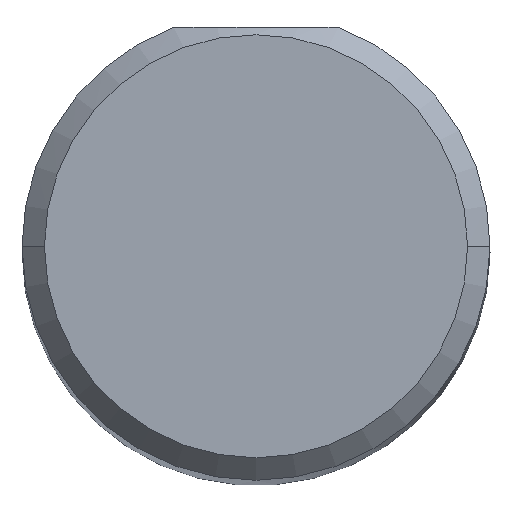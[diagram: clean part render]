
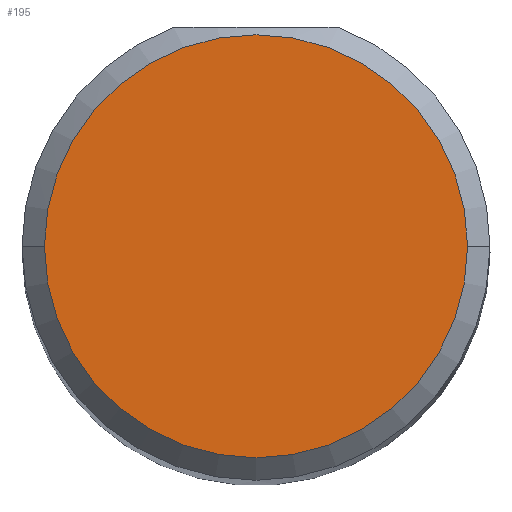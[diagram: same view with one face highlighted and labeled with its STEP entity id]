
A CAD part, top view. The second image highlights one B-rep face of the part: STEP entity #195.
In plain terms, the highlighted planar face has unit normal (0, 0, 1).
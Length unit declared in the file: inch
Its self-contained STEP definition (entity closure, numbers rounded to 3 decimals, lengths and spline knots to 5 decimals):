
#40 = AXIS2_PLACEMENT_3D ( 'NONE', #176, #231, #308 ) ;
#63 = CARTESIAN_POINT ( 'NONE',  ( 0.14125, 0., 2.5 ) ) ;
#64 = FACE_OUTER_BOUND ( 'NONE', #200, .T. ) ;
#70 = EDGE_CURVE ( 'NONE', #388, #517, #487, .T. ) ;
#176 = CARTESIAN_POINT ( 'NONE',  ( 0., 0., 2.5 ) ) ;
#189 = DIRECTION ( 'NONE',  ( 1., 0., 0. ) ) ;
#195 = ADVANCED_FACE ( 'NONE', ( #64 ), #514, .T. ) ;
#200 = EDGE_LOOP ( 'NONE', ( #555, #251 ) ) ;
#231 = DIRECTION ( 'NONE',  ( 0., 0., 1. ) ) ;
#236 = DIRECTION ( 'NONE',  ( 0., 0., 1. ) ) ;
#251 = ORIENTED_EDGE ( 'NONE', *, *, #320, .T. ) ;
#297 = DIRECTION ( 'NONE',  ( 1., 0., 0. ) ) ;
#308 = DIRECTION ( 'NONE',  ( 1., 0., 0. ) ) ;
#320 = EDGE_CURVE ( 'NONE', #517, #388, #330, .T. ) ;
#324 = CARTESIAN_POINT ( 'NONE',  ( 0., 0., 2.5 ) ) ;
#330 = CIRCLE ( 'NONE', #498, 0.14125 ) ;
#388 = VERTEX_POINT ( 'NONE', #490 ) ;
#477 = AXIS2_PLACEMENT_3D ( 'NONE', #324, #236, #189 ) ;
#487 = CIRCLE ( 'NONE', #40, 0.14125 ) ;
#490 = CARTESIAN_POINT ( 'NONE',  ( -0.14125, 0., 2.5 ) ) ;
#498 = AXIS2_PLACEMENT_3D ( 'NONE', #525, #557, #297 ) ;
#514 = PLANE ( 'NONE',  #477 ) ;
#517 = VERTEX_POINT ( 'NONE', #63 ) ;
#525 = CARTESIAN_POINT ( 'NONE',  ( 0., 0., 2.5 ) ) ;
#555 = ORIENTED_EDGE ( 'NONE', *, *, #70, .T. ) ;
#557 = DIRECTION ( 'NONE',  ( 0., 0., 1. ) ) ;
